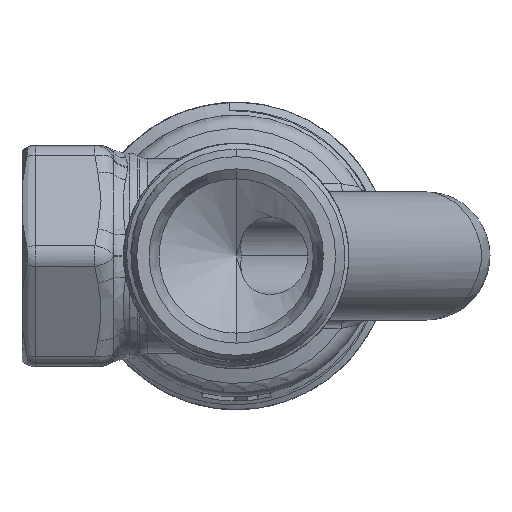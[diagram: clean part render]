
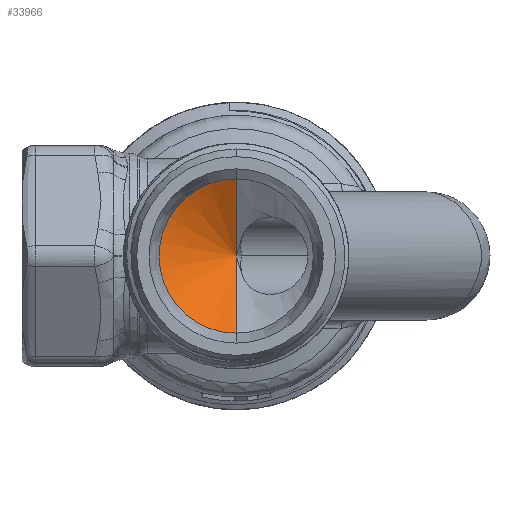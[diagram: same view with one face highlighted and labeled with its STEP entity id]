
A CAD part, front view. The second image highlights one B-rep face of the part: STEP entity #33966.
In plain terms, the highlighted conical face has half-angle 60 degrees and reference radius 3.839 mm.
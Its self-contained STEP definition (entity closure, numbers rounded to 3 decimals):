
#7835=DIRECTION('',(0.,-0.5,-0.866));
#7836=VECTOR('',#7835,8.692);
#7837=CARTESIAN_POINT('',(0.,-13.054,0.));
#7838=LINE('',#7837,#7836);
#7839=DIRECTION('',(0.,-0.5,0.866));
#7840=VECTOR('',#7839,8.692);
#7841=CARTESIAN_POINT('',(0.,-13.054,0.));
#7842=LINE('',#7841,#7840);
#9882=CARTESIAN_POINT('',(0.,-17.4,0.));
#9883=DIRECTION('',(0.,-1.,0.));
#9884=DIRECTION('',(0.,0.,1.));
#9885=AXIS2_PLACEMENT_3D('',#9882,#9883,#9884);
#22026=CARTESIAN_POINT('',(0.,-13.054,0.));
#22027=CARTESIAN_POINT('',(0.,-17.4,7.528));
#22028=VERTEX_POINT('',#22026);
#22029=VERTEX_POINT('',#22027);
#22030=CARTESIAN_POINT('',(0.,-17.4,-7.527));
#22031=VERTEX_POINT('',#22030);
#33956=CARTESIAN_POINT('',(0.,-15.27,0.));
#33957=DIRECTION('',(0.,-1.,0.));
#33958=DIRECTION('',(0.,0.,1.));
#33959=AXIS2_PLACEMENT_3D('',#33956,#33957,#33958);
#33960=CONICAL_SURFACE('',#33959,3.839,60.);
#33961=ORIENTED_EDGE('',*,*,#33950,.F.);
#33962=ORIENTED_EDGE('',*,*,#32429,.F.);
#33963=ORIENTED_EDGE('',*,*,#32427,.T.);
#33964=EDGE_LOOP('',(#33961,#33962,#33963));
#33965=FACE_OUTER_BOUND('',#33964,.F.);
#33966=ADVANCED_FACE('',(#33965),#33960,.F.);
#9886=CIRCLE('',#9885,7.528);
#32427=EDGE_CURVE('',#22028,#22031,#7838,.T.);
#32429=EDGE_CURVE('',#22028,#22029,#7842,.T.);
#33950=EDGE_CURVE('',#22029,#22031,#9886,.T.);
